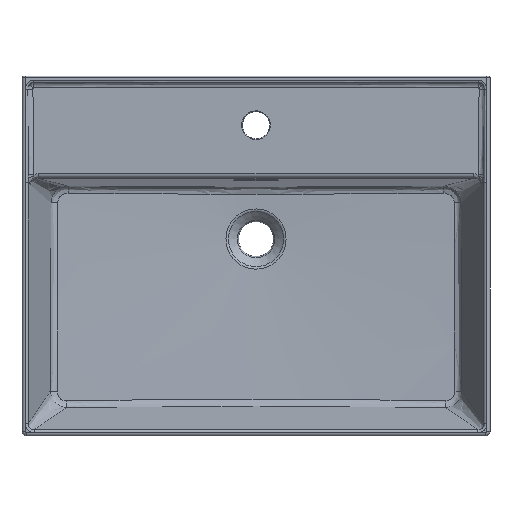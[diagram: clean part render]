
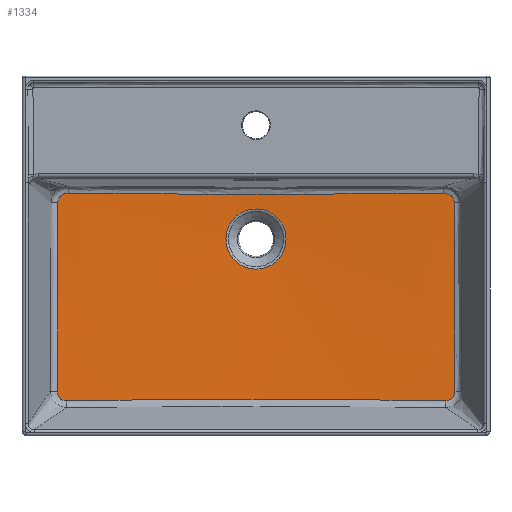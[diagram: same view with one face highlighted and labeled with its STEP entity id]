
A CAD part, top view. The second image highlights one B-rep face of the part: STEP entity #1334.
In plain terms, the highlighted conical face has half-angle 87.5 degrees and reference radius 260.38 mm.
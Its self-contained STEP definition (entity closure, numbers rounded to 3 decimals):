
#113=CONICAL_SURFACE('',#4388,260.38,87.5);
#156=CIRCLE('',#4387,38.818);
#891=B_SPLINE_CURVE_WITH_KNOTS('',3,(#7124,#7125,#7126,#7127,#7128,#7129,
#7130,#7131,#7132,#7133),.UNSPECIFIED.,.F.,.F.,(4,2,2,2,4),(0.,0.25,0.5,
0.75,1.),.UNSPECIFIED.);
#892=B_SPLINE_CURVE_WITH_KNOTS('',3,(#7136,#7137,#7138,#7139,#7140,#7141,
#7142,#7143,#7144,#7145,#7146,#7147,#7148,#7149),.UNSPECIFIED.,.F.,.F.,
(4,2,2,2,2,2,4),(0.,0.25,0.375,0.5,0.625,0.75,1.),.UNSPECIFIED.);
#893=B_SPLINE_CURVE_WITH_KNOTS('',3,(#7151,#7152,#7153,#7154,#7155,#7156,
#7157,#7158,#7159,#7160),.UNSPECIFIED.,.F.,.F.,(4,2,2,2,4),(0.,0.25,0.5,
0.75,1.),.UNSPECIFIED.);
#894=B_SPLINE_CURVE_WITH_KNOTS('',3,(#7162,#7163,#7164,#7165,#7166,#7167),
 .UNSPECIFIED.,.F.,.F.,(4,2,4),(0.,0.5,1.),.UNSPECIFIED.);
#895=B_SPLINE_CURVE_WITH_KNOTS('',3,(#7169,#7170,#7171,#7172,#7173,#7174,
#7175,#7176,#7177,#7178),.UNSPECIFIED.,.F.,.F.,(4,2,2,2,4),(0.,0.25,0.5,
0.75,1.),.UNSPECIFIED.);
#896=B_SPLINE_CURVE_WITH_KNOTS('',3,(#7180,#7181,#7182,#7183,#7184,#7185),
 .UNSPECIFIED.,.F.,.F.,(4,2,4),(0.,0.5,1.),.UNSPECIFIED.);
#897=B_SPLINE_CURVE_WITH_KNOTS('',3,(#7187,#7188,#7189,#7190,#7191,#7192,
#7193,#7194,#7195,#7196),.UNSPECIFIED.,.F.,.F.,(4,2,2,2,4),(0.,0.25,0.5,
0.75,1.),.UNSPECIFIED.);
#898=B_SPLINE_CURVE_WITH_KNOTS('',3,(#7198,#7199,#7200,#7201,#7202,#7203),
 .UNSPECIFIED.,.F.,.F.,(4,2,4),(0.,0.5,1.),.UNSPECIFIED.);
#1334=ADVANCED_FACE('',(#1666,#1667),#113,.F.);
#1666=FACE_BOUND('',#1724,.T.);
#1667=FACE_BOUND('',#1725,.T.);
#1724=EDGE_LOOP('',(#2211,#2212,#2213,#2214,#2215,#2216,#2217,#2218));
#1725=EDGE_LOOP('',(#2219));
#2211=ORIENTED_EDGE('',*,*,#3853,.T.);
#2212=ORIENTED_EDGE('',*,*,#3854,.T.);
#2213=ORIENTED_EDGE('',*,*,#3855,.T.);
#2214=ORIENTED_EDGE('',*,*,#3856,.T.);
#2215=ORIENTED_EDGE('',*,*,#3857,.T.);
#2216=ORIENTED_EDGE('',*,*,#3858,.T.);
#2217=ORIENTED_EDGE('',*,*,#3859,.T.);
#2218=ORIENTED_EDGE('',*,*,#3860,.T.);
#2219=ORIENTED_EDGE('',*,*,#3861,.T.);
#3466=VERTEX_POINT('',#7134);
#3467=VERTEX_POINT('',#7135);
#3468=VERTEX_POINT('',#7150);
#3469=VERTEX_POINT('',#7161);
#3470=VERTEX_POINT('',#7168);
#3471=VERTEX_POINT('',#7179);
#3472=VERTEX_POINT('',#7186);
#3473=VERTEX_POINT('',#7197);
#3474=VERTEX_POINT('',#7205);
#3853=EDGE_CURVE('',#3466,#3467,#891,.T.);
#3854=EDGE_CURVE('',#3467,#3468,#892,.T.);
#3855=EDGE_CURVE('',#3468,#3469,#893,.T.);
#3856=EDGE_CURVE('',#3469,#3470,#894,.T.);
#3857=EDGE_CURVE('',#3470,#3471,#895,.T.);
#3858=EDGE_CURVE('',#3471,#3472,#896,.T.);
#3859=EDGE_CURVE('',#3472,#3473,#897,.T.);
#3860=EDGE_CURVE('',#3473,#3466,#898,.T.);
#3861=EDGE_CURVE('',#3474,#3474,#156,.T.);
#4387=AXIS2_PLACEMENT_3D('',#7204,#4862,#4863);
#4388=AXIS2_PLACEMENT_3D('',#7206,#4864,#4865);
#4862=DIRECTION('',(0.,0.,-1.));
#4863=DIRECTION('',(1.,0.,0.));
#4864=DIRECTION('',(0.,0.,1.));
#4865=DIRECTION('',(-1.,0.,0.));
#7124=CARTESIAN_POINT('',(255.74,-162.979,-74.262));
#7125=CARTESIAN_POINT('',(255.745,-161.317,-74.249));
#7126=CARTESIAN_POINT('',(255.395,-159.674,-74.25));
#7127=CARTESIAN_POINT('',(254.012,-156.695,-74.284));
#7128=CARTESIAN_POINT('',(252.973,-155.361,-74.316));
#7129=CARTESIAN_POINT('',(250.458,-153.247,-74.403));
#7130=CARTESIAN_POINT('',(248.979,-152.454,-74.458));
#7131=CARTESIAN_POINT('',(245.839,-151.427,-74.582));
#7132=CARTESIAN_POINT('',(244.202,-151.191,-74.649));
#7133=CARTESIAN_POINT('',(242.546,-151.201,-74.719));
#7134=CARTESIAN_POINT('',(255.74,-162.979,-74.262));
#7135=CARTESIAN_POINT('',(242.546,-151.201,-74.719));
#7136=CARTESIAN_POINT('',(242.546,-151.201,-74.719));
#7137=CARTESIAN_POINT('',(202.129,-151.426,-76.436));
#7138=CARTESIAN_POINT('',(161.711,-151.647,-78.148));
#7139=CARTESIAN_POINT('',(101.078,-151.907,-80.539));
#7140=CARTESIAN_POINT('',(80.867,-151.981,-81.313));
#7141=CARTESIAN_POINT('',(40.435,-152.056,-82.591));
#7142=CARTESIAN_POINT('',(20.215,-152.043,-83.085));
#7143=CARTESIAN_POINT('',(-20.254,-152.043,-83.085));
#7144=CARTESIAN_POINT('',(-40.472,-152.056,-82.59));
#7145=CARTESIAN_POINT('',(-80.897,-151.981,-81.312));
#7146=CARTESIAN_POINT('',(-101.105,-151.907,-80.538));
#7147=CARTESIAN_POINT('',(-161.726,-151.647,-78.147));
#7148=CARTESIAN_POINT('',(-202.136,-151.426,-76.436));
#7149=CARTESIAN_POINT('',(-242.546,-151.201,-74.719));
#7150=CARTESIAN_POINT('',(-242.546,-151.201,-74.719));
#7151=CARTESIAN_POINT('',(-242.546,-151.201,-74.719));
#7152=CARTESIAN_POINT('',(-244.202,-151.191,-74.649));
#7153=CARTESIAN_POINT('',(-245.839,-151.427,-74.582));
#7154=CARTESIAN_POINT('',(-248.979,-152.454,-74.458));
#7155=CARTESIAN_POINT('',(-250.458,-153.247,-74.403));
#7156=CARTESIAN_POINT('',(-252.973,-155.361,-74.316));
#7157=CARTESIAN_POINT('',(-254.012,-156.695,-74.284));
#7158=CARTESIAN_POINT('',(-255.395,-159.674,-74.25));
#7159=CARTESIAN_POINT('',(-255.745,-161.317,-74.249));
#7160=CARTESIAN_POINT('',(-255.74,-162.979,-74.262));
#7161=CARTESIAN_POINT('',(-255.74,-162.979,-74.262));
#7162=CARTESIAN_POINT('',(-255.74,-162.979,-74.262));
#7163=CARTESIAN_POINT('',(-255.634,-203.546,-74.587));
#7164=CARTESIAN_POINT('',(-255.668,-244.115,-74.483));
#7165=CARTESIAN_POINT('',(-255.998,-325.242,-73.476));
#7166=CARTESIAN_POINT('',(-256.291,-365.797,-72.595));
#7167=CARTESIAN_POINT('',(-256.661,-406.348,-71.506));
#7168=CARTESIAN_POINT('',(-256.661,-406.348,-71.506));
#7169=CARTESIAN_POINT('',(-256.661,-406.348,-71.506));
#7170=CARTESIAN_POINT('',(-256.676,-407.985,-71.462));
#7171=CARTESIAN_POINT('',(-256.427,-409.604,-71.428));
#7172=CARTESIAN_POINT('',(-255.298,-412.66,-71.384));
#7173=CARTESIAN_POINT('',(-254.419,-414.06,-71.376));
#7174=CARTESIAN_POINT('',(-252.117,-416.35,-71.391));
#7175=CARTESIAN_POINT('',(-250.698,-417.228,-71.415));
#7176=CARTESIAN_POINT('',(-247.649,-418.339,-71.486));
#7177=CARTESIAN_POINT('',(-246.008,-418.587,-71.533));
#7178=CARTESIAN_POINT('',(-244.369,-418.568,-71.588));
#7179=CARTESIAN_POINT('',(-244.369,-418.568,-71.588));
#7180=CARTESIAN_POINT('',(-244.369,-418.568,-71.588));
#7181=CARTESIAN_POINT('',(-162.924,-417.627,-74.32));
#7182=CARTESIAN_POINT('',(-81.434,-416.903,-76.582));
#7183=CARTESIAN_POINT('',(81.505,-416.904,-76.581));
#7184=CARTESIAN_POINT('',(162.941,-417.628,-74.319));
#7185=CARTESIAN_POINT('',(244.369,-418.568,-71.588));
#7186=CARTESIAN_POINT('',(244.369,-418.568,-71.588));
#7187=CARTESIAN_POINT('',(244.369,-418.568,-71.588));
#7188=CARTESIAN_POINT('',(246.006,-418.587,-71.533));
#7189=CARTESIAN_POINT('',(247.598,-418.352,-71.487));
#7190=CARTESIAN_POINT('',(250.673,-417.243,-71.415));
#7191=CARTESIAN_POINT('',(252.091,-416.37,-71.391));
#7192=CARTESIAN_POINT('',(254.403,-414.083,-71.376));
#7193=CARTESIAN_POINT('',(255.292,-412.67,-71.384));
#7194=CARTESIAN_POINT('',(256.421,-409.628,-71.427));
#7195=CARTESIAN_POINT('',(256.676,-407.987,-71.462));
#7196=CARTESIAN_POINT('',(256.661,-406.348,-71.506));
#7197=CARTESIAN_POINT('',(256.661,-406.348,-71.506));
#7198=CARTESIAN_POINT('',(256.661,-406.348,-71.506));
#7199=CARTESIAN_POINT('',(256.291,-365.796,-72.595));
#7200=CARTESIAN_POINT('',(255.998,-325.237,-73.476));
#7201=CARTESIAN_POINT('',(255.668,-244.111,-74.483));
#7202=CARTESIAN_POINT('',(255.634,-203.546,-74.587));
#7203=CARTESIAN_POINT('',(255.74,-162.979,-74.262));
#7204=CARTESIAN_POINT('',(0.,-210.,-83.921));
#7205=CARTESIAN_POINT('',(38.818,-210.,-83.921));
#7206=CARTESIAN_POINT('',(0.,-210.,-74.247));
